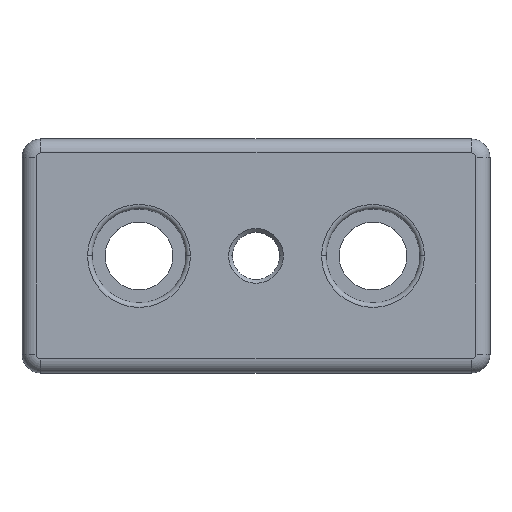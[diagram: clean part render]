
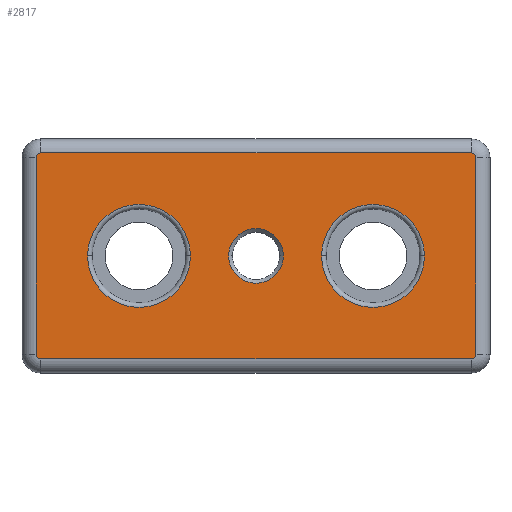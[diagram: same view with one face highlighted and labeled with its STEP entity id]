
A CAD part, top view. The second image highlights one B-rep face of the part: STEP entity #2817.
In plain terms, the highlighted planar face has unit normal (0, 0, 1).
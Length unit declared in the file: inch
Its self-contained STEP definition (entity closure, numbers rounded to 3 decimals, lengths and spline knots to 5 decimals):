
#16 = CARTESIAN_POINT ( 'NONE',  ( 1.41732, 0., 0.62992 ) ) ;
#117 = CARTESIAN_POINT ( 'NONE',  ( 1.81102, 0.82677, 0.62992 ) ) ;
#148 = DIRECTION ( 'NONE',  ( 0., 0., -1. ) ) ;
#161 = DIRECTION ( 'NONE',  ( -1., 0., 0. ) ) ;
#313 = FACE_BOUND ( 'NONE', #4860, .T. ) ;
#488 = CIRCLE ( 'NONE', #3419, 0.03937 ) ;
#517 = VERTEX_POINT ( 'NONE', #1351 ) ;
#530 = DIRECTION ( 'NONE',  ( 0., 1., 0. ) ) ;
#541 = DIRECTION ( 'NONE',  ( -1., 0., 0. ) ) ;
#557 = CARTESIAN_POINT ( 'NONE',  ( 1.9685, -0.86614, 0.62992 ) ) ;
#565 = DIRECTION ( 'NONE',  ( -1., 0., 0. ) ) ;
#572 = DIRECTION ( 'NONE',  ( 0., 0., 1. ) ) ;
#579 = CARTESIAN_POINT ( 'NONE',  ( 0.98425, 0., 0.62992 ) ) ;
#582 = CARTESIAN_POINT ( 'NONE',  ( -1.85039, -0.98425, 0.62992 ) ) ;
#606 = DIRECTION ( 'NONE',  ( 0., -1., 0. ) ) ;
#617 = CARTESIAN_POINT ( 'NONE',  ( 1.85039, -0.98425, 0.62992 ) ) ;
#625 = DIRECTION ( 'NONE',  ( -1., 0., 0. ) ) ;
#631 = DIRECTION ( 'NONE',  ( 0., 0., 1. ) ) ;
#633 = CARTESIAN_POINT ( 'NONE',  ( -0.98425, 0., 0.62992 ) ) ;
#670 = DIRECTION ( 'NONE',  ( -1., 0., 0. ) ) ;
#674 = DIRECTION ( 'NONE',  ( 0., 0., -1. ) ) ;
#677 = CARTESIAN_POINT ( 'NONE',  ( -1.81102, 0.82677, 0.62992 ) ) ;
#780 = DIRECTION ( 'NONE',  ( -1., 0., 0. ) ) ;
#784 = DIRECTION ( 'NONE',  ( 0., 0., -1. ) ) ;
#799 = CARTESIAN_POINT ( 'NONE',  ( -1.81102, -0.82677, 0.62992 ) ) ;
#868 = LINE ( 'NONE', #557, #2567 ) ;
#873 = FACE_BOUND ( 'NONE', #4789, .T. ) ;
#894 = DIRECTION ( 'NONE',  ( -1., 0., 0. ) ) ;
#898 = DIRECTION ( 'NONE',  ( 0., 0., -1. ) ) ;
#915 = CARTESIAN_POINT ( 'NONE',  ( 1.81102, -0.82677, 0.62992 ) ) ;
#1091 = CARTESIAN_POINT ( 'NONE',  ( 1.85039, -0.82677, 0.62992 ) ) ;
#1101 = ORIENTED_EDGE ( 'NONE', *, *, #2609, .F. ) ;
#1106 = AXIS2_PLACEMENT_3D ( 'NONE', #2320, #2314, #4976 ) ;
#1138 = VECTOR ( 'NONE', #530, 39.37008 ) ;
#1225 = FACE_BOUND ( 'NONE', #4763, .T. ) ;
#1336 = DIRECTION ( 'NONE',  ( 0., 0., -1. ) ) ;
#1351 = CARTESIAN_POINT ( 'NONE',  ( -1.85039, 0.82677, 0.62992 ) ) ;
#1367 = EDGE_CURVE ( 'NONE', #2061, #3992, #2131, .T. ) ;
#1459 = CARTESIAN_POINT ( 'NONE',  ( -1.81102, 0.86614, 0.62992 ) ) ;
#1493 = EDGE_CURVE ( 'NONE', #4119, #3621, #2988, .T. ) ;
#1496 = EDGE_CURVE ( 'NONE', #4019, #3355, #3028, .T. ) ;
#1538 = EDGE_CURVE ( 'NONE', #3992, #2061, #3246, .T. ) ;
#1550 = CARTESIAN_POINT ( 'NONE',  ( -1.41732, 0., 0.62992 ) ) ;
#1555 = EDGE_CURVE ( 'NONE', #3100, #1789, #3264, .T. ) ;
#1561 = CIRCLE ( 'NONE', #2219, 0.43307 ) ;
#1679 = LINE ( 'NONE', #582, #1138 ) ;
#1689 = AXIS2_PLACEMENT_3D ( 'NONE', #2220, #2214, #2208 ) ;
#1760 = ORIENTED_EDGE ( 'NONE', *, *, #1367, .F. ) ;
#1775 = CARTESIAN_POINT ( 'NONE',  ( 1.9685, 0.86614, 0.62992 ) ) ;
#1789 = VERTEX_POINT ( 'NONE', #4806 ) ;
#1823 = DIRECTION ( 'NONE',  ( 1., 0., 0. ) ) ;
#1825 = VERTEX_POINT ( 'NONE', #4639 ) ;
#1829 = DIRECTION ( 'NONE',  ( 1., 0., 0. ) ) ;
#1835 = DIRECTION ( 'NONE',  ( 0., 0., 1. ) ) ;
#1844 = CARTESIAN_POINT ( 'NONE',  ( 0., 0., 0.62992 ) ) ;
#1944 = VERTEX_POINT ( 'NONE', #4006 ) ;
#1984 = ORIENTED_EDGE ( 'NONE', *, *, #2640, .F. ) ;
#2061 = VERTEX_POINT ( 'NONE', #3631 ) ;
#2118 = CARTESIAN_POINT ( 'NONE',  ( 1.81102, -0.86614, 0.62992 ) ) ;
#2131 = CIRCLE ( 'NONE', #5042, 0.23031 ) ;
#2167 = ORIENTED_EDGE ( 'NONE', *, *, #2632, .F. ) ;
#2208 = DIRECTION ( 'NONE',  ( -1., 0., 0. ) ) ;
#2214 = DIRECTION ( 'NONE',  ( 0., 0., 1. ) ) ;
#2219 = AXIS2_PLACEMENT_3D ( 'NONE', #579, #572, #565 ) ;
#2220 = CARTESIAN_POINT ( 'NONE',  ( -0.98425, 0., 0.62992 ) ) ;
#2226 = CARTESIAN_POINT ( 'NONE',  ( -0.23031, 0., 0.62992 ) ) ;
#2303 = AXIS2_PLACEMENT_3D ( 'NONE', #633, #631, #625 ) ;
#2314 = DIRECTION ( 'NONE',  ( 0., 0., 1. ) ) ;
#2320 = CARTESIAN_POINT ( 'NONE',  ( 0.98425, 0., 0.62992 ) ) ;
#2438 = AXIS2_PLACEMENT_3D ( 'NONE', #677, #674, #670 ) ;
#2458 = CARTESIAN_POINT ( 'NONE',  ( -0.55118, 0., 0.62992 ) ) ;
#2564 = EDGE_CURVE ( 'NONE', #2933, #4103, #4110, .T. ) ;
#2567 = VECTOR ( 'NONE', #541, 39.37008 ) ;
#2576 = AXIS2_PLACEMENT_3D ( 'NONE', #799, #784, #780 ) ;
#2587 = EDGE_CURVE ( 'NONE', #1825, #4266, #3288, .T. ) ;
#2609 = EDGE_CURVE ( 'NONE', #517, #3100, #4293, .T. ) ;
#2621 = EDGE_CURVE ( 'NONE', #3355, #4019, #4773, .T. ) ;
#2632 = EDGE_CURVE ( 'NONE', #3621, #4119, #1561, .T. ) ;
#2640 = EDGE_CURVE ( 'NONE', #1944, #2933, #4234, .T. ) ;
#2647 = EDGE_CURVE ( 'NONE', #4103, #1825, #868, .T. ) ;
#2648 = EDGE_CURVE ( 'NONE', #4266, #517, #1679, .T. ) ;
#2670 = ORIENTED_EDGE ( 'NONE', *, *, #1493, .F. ) ;
#2755 = FACE_OUTER_BOUND ( 'NONE', #4768, .T. ) ;
#2817 = ADVANCED_FACE ( 'NONE', ( #2755, #873, #313, #1225 ), #2894, .F. ) ;
#2830 = EDGE_CURVE ( 'NONE', #1789, #1944, #488, .T. ) ;
#2894 = PLANE ( 'NONE',  #3527 ) ;
#2933 = VERTEX_POINT ( 'NONE', #1091 ) ;
#2983 = ORIENTED_EDGE ( 'NONE', *, *, #1496, .F. ) ;
#2988 = CIRCLE ( 'NONE', #1106, 0.43307 ) ;
#3028 = CIRCLE ( 'NONE', #1689, 0.43307 ) ;
#3045 = ORIENTED_EDGE ( 'NONE', *, *, #2587, .F. ) ;
#3052 = DIRECTION ( 'NONE',  ( 1., 0., 0. ) ) ;
#3059 = DIRECTION ( 'NONE',  ( 0., 0., 1. ) ) ;
#3068 = CARTESIAN_POINT ( 'NONE',  ( 0., 0., 0.62992 ) ) ;
#3100 = VERTEX_POINT ( 'NONE', #1459 ) ;
#3246 = CIRCLE ( 'NONE', #4307, 0.23031 ) ;
#3264 = LINE ( 'NONE', #1775, #3283 ) ;
#3283 = VECTOR ( 'NONE', #1823, 39.37008 ) ;
#3288 = CIRCLE ( 'NONE', #2576, 0.03937 ) ;
#3355 = VERTEX_POINT ( 'NONE', #1550 ) ;
#3359 = CARTESIAN_POINT ( 'NONE',  ( 1.9685, -0.98425, 0.62992 ) ) ;
#3419 = AXIS2_PLACEMENT_3D ( 'NONE', #117, #148, #161 ) ;
#3527 = AXIS2_PLACEMENT_3D ( 'NONE', #3359, #1336, #3917 ) ;
#3621 = VERTEX_POINT ( 'NONE', #4461 ) ;
#3631 = CARTESIAN_POINT ( 'NONE',  ( 0.23031, 0., 0.62992 ) ) ;
#3704 = AXIS2_PLACEMENT_3D ( 'NONE', #915, #898, #894 ) ;
#3721 = ORIENTED_EDGE ( 'NONE', *, *, #2648, .F. ) ;
#3723 = ORIENTED_EDGE ( 'NONE', *, *, #2564, .F. ) ;
#3917 = DIRECTION ( 'NONE',  ( -1., 0., 0. ) ) ;
#3992 = VERTEX_POINT ( 'NONE', #2226 ) ;
#4006 = CARTESIAN_POINT ( 'NONE',  ( 1.85039, 0.82677, 0.62992 ) ) ;
#4019 = VERTEX_POINT ( 'NONE', #2458 ) ;
#4057 = ORIENTED_EDGE ( 'NONE', *, *, #2621, .F. ) ;
#4103 = VERTEX_POINT ( 'NONE', #2118 ) ;
#4110 = CIRCLE ( 'NONE', #3704, 0.03937 ) ;
#4119 = VERTEX_POINT ( 'NONE', #16 ) ;
#4234 = LINE ( 'NONE', #617, #4300 ) ;
#4266 = VERTEX_POINT ( 'NONE', #4430 ) ;
#4293 = CIRCLE ( 'NONE', #2438, 0.03937 ) ;
#4300 = VECTOR ( 'NONE', #606, 39.37008 ) ;
#4307 = AXIS2_PLACEMENT_3D ( 'NONE', #1844, #1835, #1829 ) ;
#4365 = ORIENTED_EDGE ( 'NONE', *, *, #2830, .F. ) ;
#4430 = CARTESIAN_POINT ( 'NONE',  ( -1.85039, -0.82677, 0.62992 ) ) ;
#4461 = CARTESIAN_POINT ( 'NONE',  ( 0.55118, 0., 0.62992 ) ) ;
#4587 = ORIENTED_EDGE ( 'NONE', *, *, #2647, .F. ) ;
#4639 = CARTESIAN_POINT ( 'NONE',  ( -1.81102, -0.86614, 0.62992 ) ) ;
#4763 = EDGE_LOOP ( 'NONE', ( #4057, #2983 ) ) ;
#4768 = EDGE_LOOP ( 'NONE', ( #3045, #4587, #3723, #1984, #4365, #4774, #1101, #3721 ) ) ;
#4773 = CIRCLE ( 'NONE', #2303, 0.43307 ) ;
#4774 = ORIENTED_EDGE ( 'NONE', *, *, #1555, .F. ) ;
#4789 = EDGE_LOOP ( 'NONE', ( #1760, #5111 ) ) ;
#4806 = CARTESIAN_POINT ( 'NONE',  ( 1.81102, 0.86614, 0.62992 ) ) ;
#4860 = EDGE_LOOP ( 'NONE', ( #2167, #2670 ) ) ;
#4976 = DIRECTION ( 'NONE',  ( -1., 0., 0. ) ) ;
#5042 = AXIS2_PLACEMENT_3D ( 'NONE', #3068, #3059, #3052 ) ;
#5111 = ORIENTED_EDGE ( 'NONE', *, *, #1538, .F. ) ;
